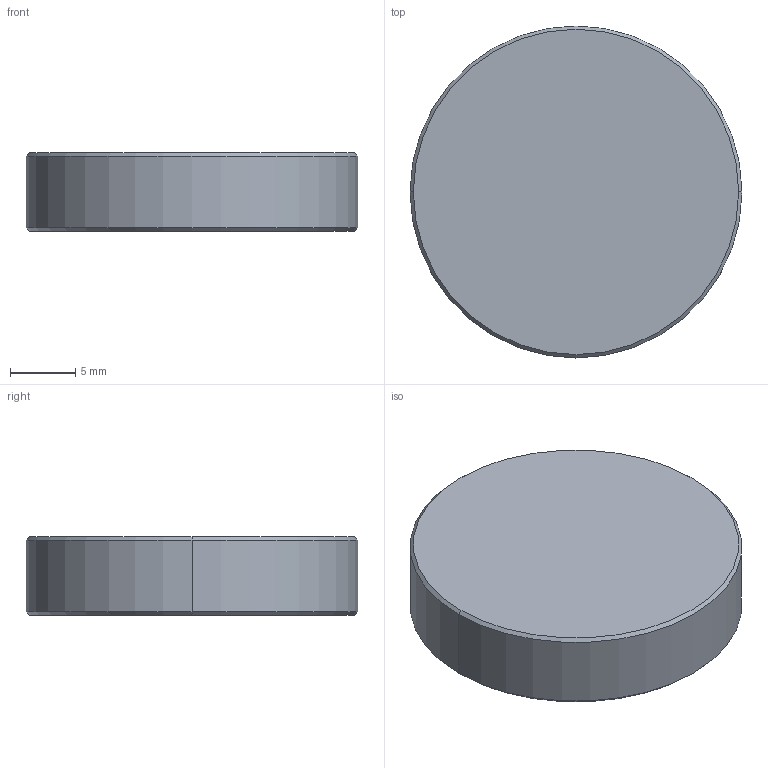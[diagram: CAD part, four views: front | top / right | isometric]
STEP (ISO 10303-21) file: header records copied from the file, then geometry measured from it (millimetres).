
FILE_DESCRIPTION (( 'STEP AP214' ), '1' );
FILE_NAME ('5367-E0W.STEP', '2010-10-29T13:37:02', ( 'Admin' ), ( 'Thorlabs, Inc.' ), 'SwSTEP 2.0', 'SolidWorks 2009', '' );
FILE_SCHEMA (( 'AUTOMOTIVE_DESIGN' ));
Length unit declared in the file: inch
Products named in the file (1): 5367-E0W
Bounding box: 25.4 x 25.4 x 6 mm (x, y, z)
Volume: 3035.3 mm3; surface area: 1468.7 mm2
Topology: 1 solids, 1 shells, 202 faces, 527 edges, 350 vertices
Faces by surface type: plane 129, bspline 67, cone 4, cylinder 2
Entity records: 14609 total; most frequent: CARTESIAN_POINT 7425, ORIENTED_EDGE 1054, DIRECTION 673, EDGE_CURVE 527, VECTOR 385, LINE 385, VERTEX_POINT 350, EDGE_LOOP 225
